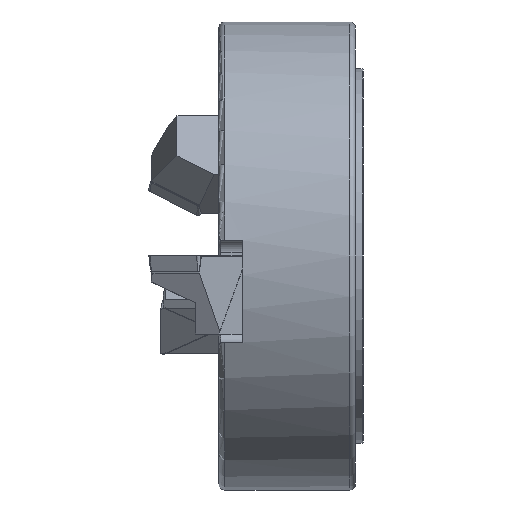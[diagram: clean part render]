
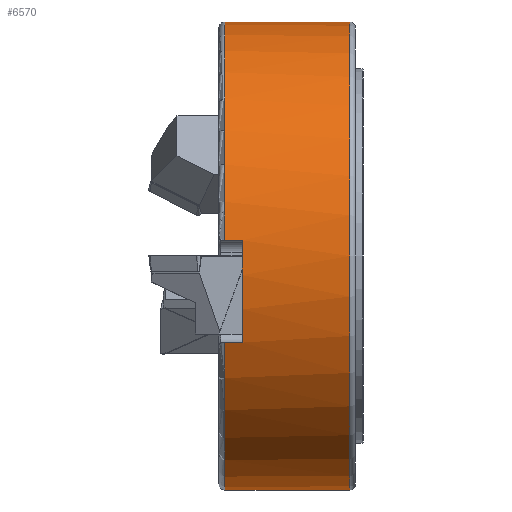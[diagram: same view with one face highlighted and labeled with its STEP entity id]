
A CAD part, front view. The second image highlights one B-rep face of the part: STEP entity #6570.
In plain terms, the highlighted cylindrical face has radius 60 mm (diameter 120 mm), a partial arc.
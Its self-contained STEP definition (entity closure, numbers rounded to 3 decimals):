
#205 = LINE ( 'NONE', #236, #5094 ) ;
#236 = CARTESIAN_POINT ( 'NONE',  ( -98.857, 4.25, -60. ) ) ;
#294 = DIRECTION ( 'NONE',  ( -1., 0., 0. ) ) ;
#308 = DIRECTION ( 'NONE',  ( -1., 0., 0. ) ) ;
#407 = DIRECTION ( 'NONE',  ( 0., 0., 1. ) ) ;
#777 = DIRECTION ( 'NONE',  ( 0., 0., 1. ) ) ;
#900 = DIRECTION ( 'NONE',  ( 0., 0., 1. ) ) ;
#949 = ORIENTED_EDGE ( 'NONE', *, *, #4870, .F. ) ;
#1115 = ORIENTED_EDGE ( 'NONE', *, *, #3668, .T. ) ;
#1185 = DIRECTION ( 'NONE',  ( -1., 0., 0. ) ) ;
#1244 = AXIS2_PLACEMENT_3D ( 'NONE', #3085, #6085, #407 ) ;
#1290 = VECTOR ( 'NONE', #4282, 1000. ) ;
#1430 = CARTESIAN_POINT ( 'NONE',  ( -97.357, 4.25, 60. ) ) ;
#1519 = CIRCLE ( 'NONE', #1244, 60. ) ;
#1599 = VERTEX_POINT ( 'NONE', #6485 ) ;
#1648 = CARTESIAN_POINT ( 'NONE',  ( -65.357, 4.25, -60. ) ) ;
#1672 = FACE_OUTER_BOUND ( 'NONE', #5252, .T. ) ;
#1831 = CARTESIAN_POINT ( 'NONE',  ( -97.357, 4.25, -60. ) ) ;
#1858 = CIRCLE ( 'NONE', #6661, 60. ) ;
#2109 = AXIS2_PLACEMENT_3D ( 'NONE', #6534, #294, #900 ) ;
#2455 = DIRECTION ( 'NONE',  ( -1., 0., 0. ) ) ;
#2752 = CARTESIAN_POINT ( 'NONE',  ( -92.857, -55.617, 4. ) ) ;
#2887 = EDGE_CURVE ( 'NONE', #6584, #4930, #5517, .T. ) ;
#2986 = CARTESIAN_POINT ( 'NONE',  ( -97.357, -55.617, 4. ) ) ;
#3085 = CARTESIAN_POINT ( 'NONE',  ( -97.357, 4.25, 0. ) ) ;
#3098 = VECTOR ( 'NONE', #4536, 1000. ) ;
#3131 = VERTEX_POINT ( 'NONE', #1648 ) ;
#3320 = EDGE_CURVE ( 'NONE', #3131, #3816, #205, .T. ) ;
#3362 = EDGE_CURVE ( 'NONE', #3816, #1599, #1519, .T. ) ;
#3474 = DIRECTION ( 'NONE',  ( -1., 0., 0. ) ) ;
#3479 = CARTESIAN_POINT ( 'NONE',  ( -98.857, -55.617, 4. ) ) ;
#3631 = CIRCLE ( 'NONE', #7169, 60. ) ;
#3668 = EDGE_CURVE ( 'NONE', #4667, #4930, #6275, .T. ) ;
#3716 = CARTESIAN_POINT ( 'NONE',  ( -98.857, -51.492, -22.2 ) ) ;
#3729 = CARTESIAN_POINT ( 'NONE',  ( -92.857, -51.492, -22.2 ) ) ;
#3816 = VERTEX_POINT ( 'NONE', #1831 ) ;
#3904 = CARTESIAN_POINT ( 'NONE',  ( -65.357, 4.25, 60. ) ) ;
#4110 = ORIENTED_EDGE ( 'NONE', *, *, #3320, .F. ) ;
#4143 = CARTESIAN_POINT ( 'NONE',  ( -65.357, 4.25, 0. ) ) ;
#4249 = VERTEX_POINT ( 'NONE', #3729 ) ;
#4282 = DIRECTION ( 'NONE',  ( -1., 0., 0. ) ) ;
#4536 = DIRECTION ( 'NONE',  ( 1., 0., 0. ) ) ;
#4605 = CARTESIAN_POINT ( 'NONE',  ( -98.857, 4.25, 60. ) ) ;
#4667 = VERTEX_POINT ( 'NONE', #3904 ) ;
#4681 = EDGE_CURVE ( 'NONE', #6584, #7313, #4948, .T. ) ;
#4709 = DIRECTION ( 'NONE',  ( 0., 0., 1. ) ) ;
#4862 = EDGE_CURVE ( 'NONE', #3131, #4667, #1858, .T. ) ;
#4870 = EDGE_CURVE ( 'NONE', #4249, #7313, #3631, .T. ) ;
#4930 = VERTEX_POINT ( 'NONE', #1430 ) ;
#4948 = LINE ( 'NONE', #3479, #3098 ) ;
#5094 = VECTOR ( 'NONE', #5962, 1000. ) ;
#5190 = ORIENTED_EDGE ( 'NONE', *, *, #4862, .T. ) ;
#5252 = EDGE_LOOP ( 'NONE', ( #4110, #5190, #1115, #5784, #5893, #949, #6924, #7243 ) ) ;
#5517 = CIRCLE ( 'NONE', #2109, 60. ) ;
#5585 = EDGE_CURVE ( 'NONE', #4249, #1599, #5993, .T. ) ;
#5784 = ORIENTED_EDGE ( 'NONE', *, *, #2887, .F. ) ;
#5808 = DIRECTION ( 'NONE',  ( 0., 0., 1. ) ) ;
#5867 = AXIS2_PLACEMENT_3D ( 'NONE', #6317, #1185, #5808 ) ;
#5893 = ORIENTED_EDGE ( 'NONE', *, *, #4681, .T. ) ;
#5942 = CYLINDRICAL_SURFACE ( 'NONE', #5867, 60. ) ;
#5962 = DIRECTION ( 'NONE',  ( -1., 0., 0. ) ) ;
#5993 = LINE ( 'NONE', #3716, #1290 ) ;
#6085 = DIRECTION ( 'NONE',  ( -1., 0., 0. ) ) ;
#6275 = LINE ( 'NONE', #4605, #6447 ) ;
#6317 = CARTESIAN_POINT ( 'NONE',  ( -98.857, 4.25, 0. ) ) ;
#6354 = CARTESIAN_POINT ( 'NONE',  ( -92.857, 4.25, 0. ) ) ;
#6447 = VECTOR ( 'NONE', #3474, 1000. ) ;
#6485 = CARTESIAN_POINT ( 'NONE',  ( -97.357, -51.492, -22.2 ) ) ;
#6534 = CARTESIAN_POINT ( 'NONE',  ( -97.357, 4.25, 0. ) ) ;
#6570 = ADVANCED_FACE ( 'NONE', ( #1672 ), #5942, .T. ) ;
#6584 = VERTEX_POINT ( 'NONE', #2986 ) ;
#6661 = AXIS2_PLACEMENT_3D ( 'NONE', #4143, #2455, #4709 ) ;
#6924 = ORIENTED_EDGE ( 'NONE', *, *, #5585, .T. ) ;
#7169 = AXIS2_PLACEMENT_3D ( 'NONE', #6354, #308, #777 ) ;
#7243 = ORIENTED_EDGE ( 'NONE', *, *, #3362, .F. ) ;
#7313 = VERTEX_POINT ( 'NONE', #2752 ) ;
